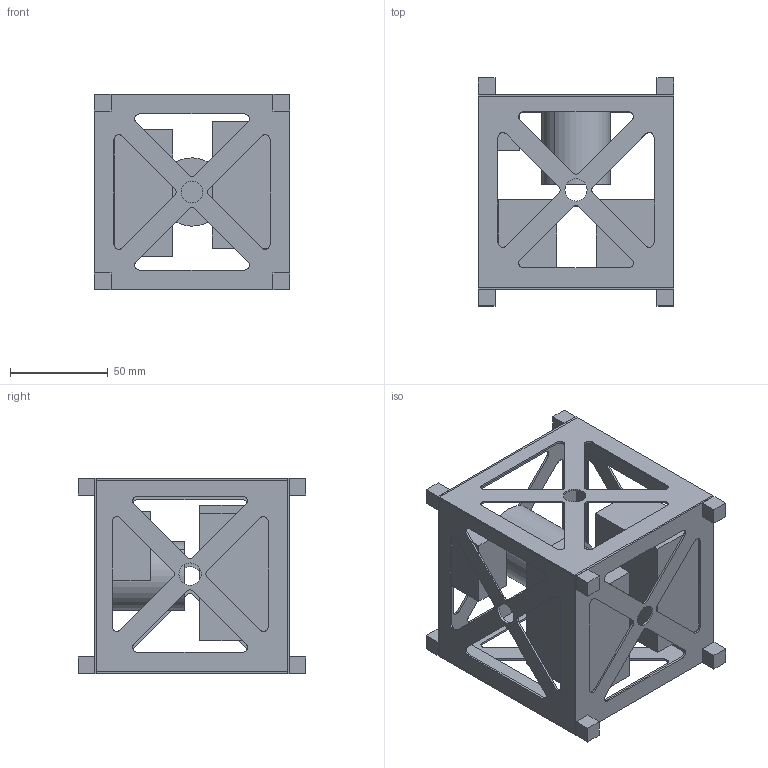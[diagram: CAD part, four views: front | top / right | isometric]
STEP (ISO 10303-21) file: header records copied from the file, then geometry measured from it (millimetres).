
FILE_DESCRIPTION (( 'STEP AP214' ), '1' );
FILE_NAME ('Iteration6.STEP', '2013-01-09T03:50:14', ( 'Portable Bobby' ), ( '' ), 'SwSTEP 2.0', 'SolidWorks 2010', '' );
FILE_SCHEMA (( 'AUTOMOTIVE_DESIGN' ));
Length unit declared in the file: millimetre
Products named in the file (13): Right Sattellite Wall; Bottom Wall; Left Sattellite Wall; Back Sattellite Wall; Large Box 1; Support; Large Box 2; Small Box 1; Top Wall; Cylinder; Leg; Iteration6; Front Sattellite Wall
Assembly tree (22 placements, depth 2):
  Iteration6
    Leg  x8
    Support  x4
    Right Sattellite Wall
    Front Sattellite Wall
    Large Box 2
    Bottom Wall
    Small Box 1
    Left Sattellite Wall
    Top Wall
    Back Sattellite Wall
    Cylinder
    Large Box 1
Bounding box: 100 x 116.8 x 100 mm (x, y, z)
Volume: 302061.4 mm3; surface area: 124529.1 mm2
Topology: 22 solids, 22 shells, 304 faces, 780 edges, 520 vertices
Faces by surface type: plane 200, cylinder 104
Entity records: 8462 total; most frequent: DIRECTION 1406, CARTESIAN_POINT 1369, ORIENTED_EDGE 1320, EDGE_CURVE 660, AXIS2_PLACEMENT_3D 477, LINE 452, VECTOR 452, VERTEX_POINT 440
